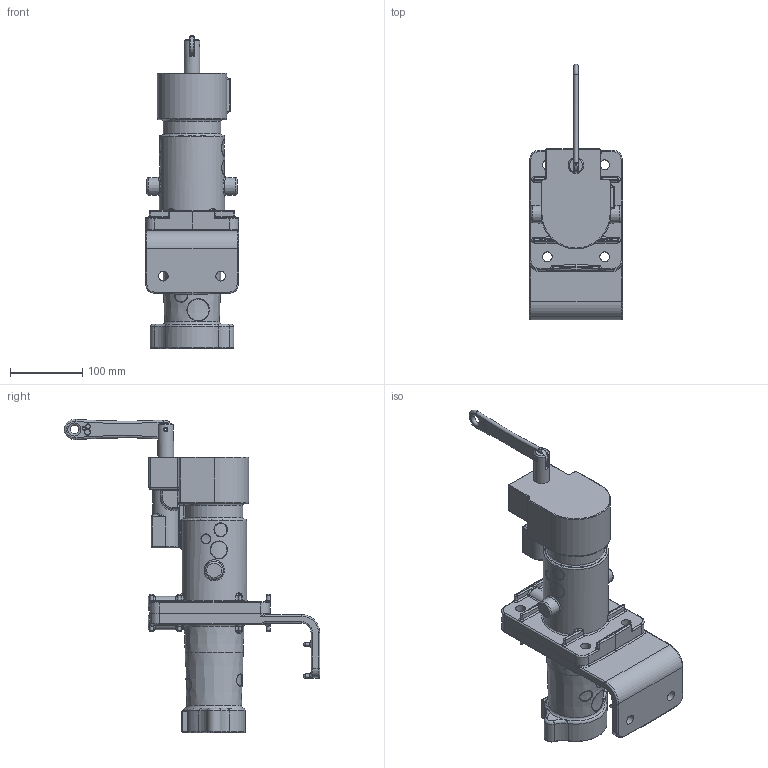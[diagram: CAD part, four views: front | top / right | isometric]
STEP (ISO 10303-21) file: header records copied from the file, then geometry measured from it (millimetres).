
FILE_DESCRIPTION(/* description */ (''),/* implementation_level */ '2;1');
FILE_NAME(/* name */ 'PS RGB + REC Jack In [Solid].stp',/* time_stamp */ '2022-10-04T12:39:48+10:00',/* author */ ('a.tao491'),/* organization */ (''),/* preprocessor_version */ 'ST-DEVELOPER v16.5',/* originating_system */ 'Autodesk Inventor 2017',/* authorisation */ '');
FILE_SCHEMA (('AUTOMOTIVE_DESIGN { 1 0 10303 214 3 1 1 }'));
Products named in the file (7): RS2508_SLD with Jack In 2460_SLD; 2727_SLD; 2460_SLD; RS2405_SLD; 1550; 2746; 1581
Assembly tree (6 placements, depth 3):
  RS2508_SLD with Jack In 2460_SLD
    2727_SLD
    2460_SLD
    RS2405_SLD
      1550
      2746
      1581
Bounding box: 128.5 x 352.65 x 432.46 mm (x, y, z)
Volume: 3356298.3 mm3; surface area: 298219.6 mm2
Topology: 5 solids, 5 shells, 751 faces, 1713 edges, 975 vertices
Faces by surface type: cylinder 292, plane 137, torus 131, bspline 129, sphere 44, cone 18
Full cylindrical faces by diameter (mm): 2.7 x2, 6 x2, 7 x1, 13.5 x10, 16.667 x2, 22 x1, 23.333 x2, 30 x2, 90 x1
Entity records: 51046 total; most frequent: CARTESIAN_POINT 34031, DIRECTION 3518, ORIENTED_EDGE 3238, EDGE_CURVE 1619, AXIS2_PLACEMENT_3D 1482, VERTEX_POINT 951, EDGE_LOOP 852, CIRCLE 768
